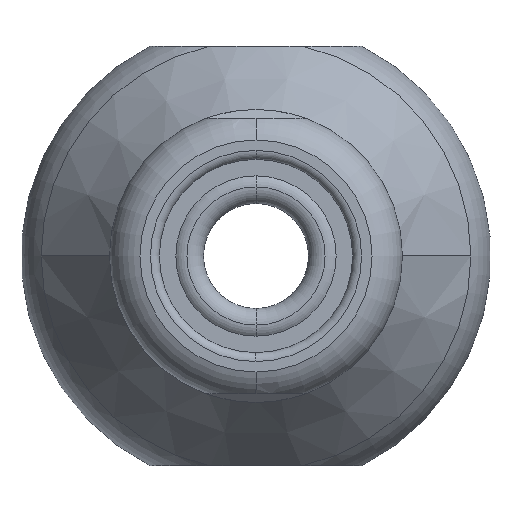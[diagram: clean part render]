
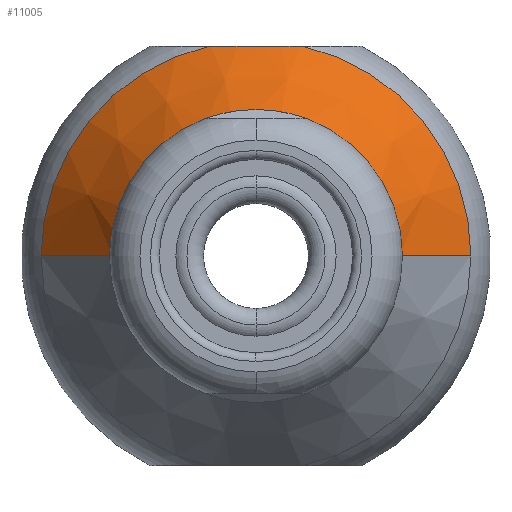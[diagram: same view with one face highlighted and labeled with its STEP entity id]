
A CAD part, front view. The second image highlights one B-rep face of the part: STEP entity #11005.
In plain terms, the highlighted conical face has half-angle 35 degrees and reference radius 16.221 mm.
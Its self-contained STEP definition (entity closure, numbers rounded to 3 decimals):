
#1491=CARTESIAN_POINT('',(-4.12,3.199,19.));
#1542=CARTESIAN_POINT('',(4.12,3.199,19.));
#1566=CARTESIAN_POINT('',(-4.12,3.199,19.));
#1567=CARTESIAN_POINT('',(-3.556,3.029,19.));
#1568=CARTESIAN_POINT('',(-2.439,2.758,19.));
#1569=CARTESIAN_POINT('',(-0.81,2.561,19.));
#1570=CARTESIAN_POINT('',(0.81,2.561,19.));
#1571=CARTESIAN_POINT('',(2.439,2.758,19.));
#1572=CARTESIAN_POINT('',(3.556,3.029,19.));
#1573=CARTESIAN_POINT('',(4.12,3.199,19.));
#1575=CARTESIAN_POINT('',(0.,3.199,0.));
#1576=DIRECTION('',(0.,1.,0.));
#1577=DIRECTION('',(0.212,0.,0.977));
#1578=AXIS2_PLACEMENT_3D('',#1575,#1576,#1577);
#1580=DIRECTION('',(0.574,0.819,0.));
#1581=VECTOR('',#1580,11.23);
#1582=CARTESIAN_POINT('',(13.,-6.,0.));
#1583=LINE('',#1582,#1581);
#1584=CARTESIAN_POINT('',(0.,-6.,0.));
#1585=DIRECTION('',(0.,-1.,0.));
#1586=DIRECTION('',(1.,0.,0.));
#1587=AXIS2_PLACEMENT_3D('',#1584,#1585,#1586);
#1589=DIRECTION('',(-0.574,0.819,0.));
#1590=VECTOR('',#1589,11.23);
#1591=CARTESIAN_POINT('',(-13.,-6.,0.));
#1592=LINE('',#1591,#1590);
#1593=CARTESIAN_POINT('',(0.,3.199,0.));
#1594=DIRECTION('',(0.,1.,0.));
#1595=DIRECTION('',(-1.,0.,0.));
#1596=AXIS2_PLACEMENT_3D('',#1593,#1594,#1595);
#8486=CARTESIAN_POINT('',(13.,-6.,0.));
#8487=CARTESIAN_POINT('',(-13.,-6.,0.));
#8488=VERTEX_POINT('',#8486);
#8489=VERTEX_POINT('',#8487);
#8494=CARTESIAN_POINT('',(19.442,3.199,0.));
#8495=VERTEX_POINT('',#8494);
#8496=CARTESIAN_POINT('',(-19.442,3.199,
0.));
#8497=VERTEX_POINT('',#8496);
#8498=VERTEX_POINT('',#1491);
#8499=VERTEX_POINT('',#1542);
#10989=CARTESIAN_POINT('',(0.,-1.4,0.));
#10990=DIRECTION('',(0.,1.,0.));
#10991=DIRECTION('',(1.,0.,0.));
#10992=AXIS2_PLACEMENT_3D('',#10989,#10990,#10991);
#10993=CONICAL_SURFACE('',#10992,16.221,35.);
#10994=ORIENTED_EDGE('',*,*,#10919,.T.);
#10995=ORIENTED_EDGE('',*,*,#10984,.T.);
#10997=ORIENTED_EDGE('',*,*,#10996,.F.);
#10999=ORIENTED_EDGE('',*,*,#10998,.T.);
#11001=ORIENTED_EDGE('',*,*,#11000,.T.);
#11002=ORIENTED_EDGE('',*,*,#10963,.T.);
#11003=EDGE_LOOP('',(#10994,#10995,#10997,#10999,#11001,#11002));
#11004=FACE_OUTER_BOUND('',#11003,.F.);
#11005=ADVANCED_FACE('',(#11004),#10993,.T.);
#1574=B_SPLINE_CURVE_WITH_KNOTS('',3,(#1566,#1567,#1568,#1569,#1570,#1571,#1572,
#1573),.UNSPECIFIED.,.F.,.F.,(4,1,1,1,1,4),(0.,0.2,0.4,0.6,0.8,1.),
.UNSPECIFIED.);
#1579=CIRCLE('',#1578,19.442);
#1588=CIRCLE('',#1587,13.);
#1597=CIRCLE('',#1596,19.442);
#10919=EDGE_CURVE('',#8498,#8499,#1574,.T.);
#10963=EDGE_CURVE('',#8497,#8498,#1597,.T.);
#10984=EDGE_CURVE('',#8499,#8495,#1579,.T.);
#10996=EDGE_CURVE('',#8488,#8495,#1583,.T.);
#10998=EDGE_CURVE('',#8488,#8489,#1588,.T.);
#11000=EDGE_CURVE('',#8489,#8497,#1592,.T.);
